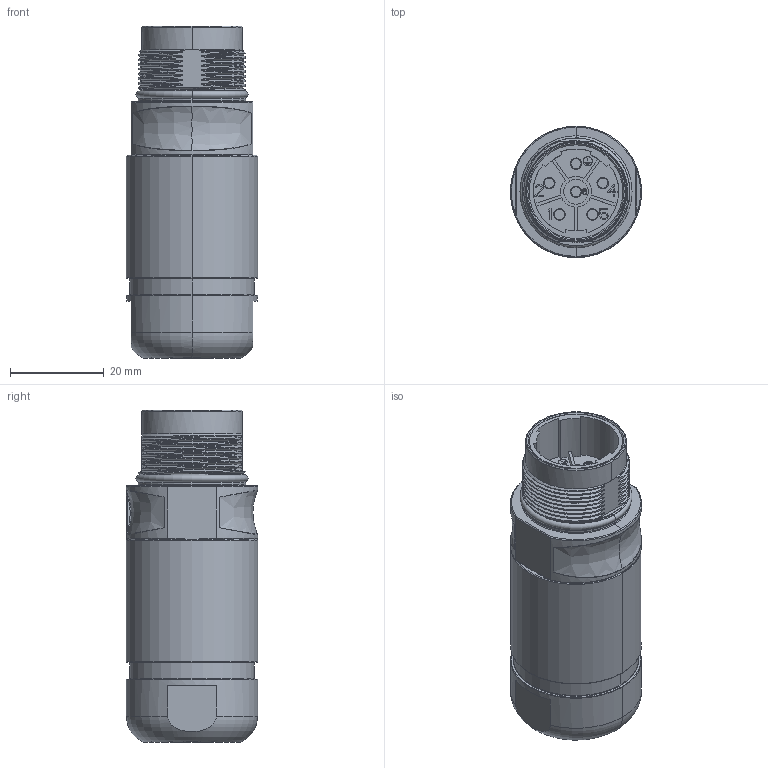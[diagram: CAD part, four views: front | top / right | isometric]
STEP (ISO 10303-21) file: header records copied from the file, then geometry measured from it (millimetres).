
FILE_DESCRIPTION((''),'2;1');
FILE_NAME('SF-5EP1N8A9LB1_1605494','2013-10-25T',('feitelbuss'),(''),'PRO/ENGINEER BY PARAMETRIC TECHNOLOGY CORPORATION, 2012480','PRO/ENGINEER BY PARAMETRIC TECHNOLOGY CORPORATION, 2012480','');
FILE_SCHEMA(('AUTOMOTIVE_DESIGN { 1 0 10303 214 1 1 1 1 }'));
Length unit declared in the file: millimetre
Products named in the file (1): SF-5EP1N8A9LB1_1605494
Bounding box: 28 x 28 x 70.9 mm (x, y, z)
Volume: 36229.9 mm3; surface area: 8316.2 mm2
Topology: 1 solids, 1 shells, 430 faces, 1131 edges, 730 vertices
Faces by surface type: plane 229, bspline 82, cylinder 71, cone 25, torus 23
Entity records: 19470 total; most frequent: CARTESIAN_POINT 9239, ORIENTED_EDGE 2262, DIRECTION 1801, EDGE_CURVE 1131, VERTEX_POINT 730, VECTOR 715, LINE 715, AXIS2_PLACEMENT_3D 543
